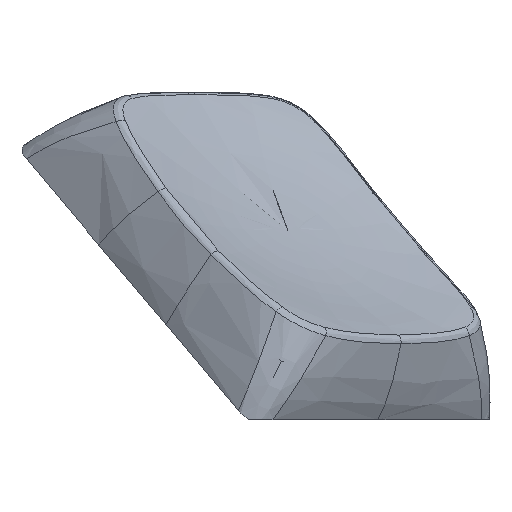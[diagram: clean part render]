
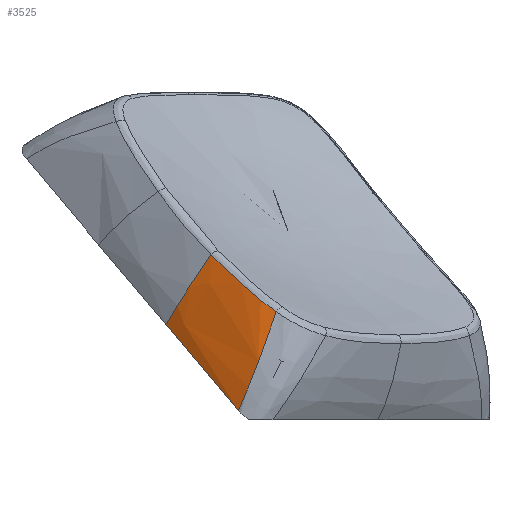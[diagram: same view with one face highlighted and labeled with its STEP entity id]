
A CAD part, left-side view. The second image highlights one B-rep face of the part: STEP entity #3525.
In plain terms, the highlighted free-form (B-spline) face has degree [3, 3] with [6, 10] control points.
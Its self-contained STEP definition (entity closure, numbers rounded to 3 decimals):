
#111=B_SPLINE_SURFACE_WITH_KNOTS('',3,3,((#10255,#10256,#10257,#10258,#10259,
#10260,#10261,#10262,#10263,#10264),(#10265,#10266,#10267,#10268,#10269,
#10270,#10271,#10272,#10273,#10274),(#10275,#10276,#10277,#10278,#10279,
#10280,#10281,#10282,#10283,#10284),(#10285,#10286,#10287,#10288,#10289,
#10290,#10291,#10292,#10293,#10294),(#10295,#10296,#10297,#10298,#10299,
#10300,#10301,#10302,#10303,#10304),(#10305,#10306,#10307,#10308,#10309,
#10310,#10311,#10312,#10313,#10314)),.UNSPECIFIED.,.F.,.F.,.F.,(4,1,1,4),
(4,1,1,1,1,1,1,4),(0.,0.571,0.857,1.),(0.078,
0.388,0.389,0.659,0.66,0.855,
0.857,1.),.UNSPECIFIED.);
#238=B_SPLINE_CURVE_WITH_KNOTS('',3,(#8879,#8880,#8881,#8882,#8883,#8884,
#8885),.UNSPECIFIED.,.F.,.F.,(4,1,1,1,4),(0.047,0.235,
0.398,0.517,0.604),.UNSPECIFIED.);
#261=B_SPLINE_CURVE_WITH_KNOTS('',3,(#9327,#9328,#9329,#9330,#9331,#9332),
 .UNSPECIFIED.,.F.,.F.,(4,1,1,4),(-3.609,-3.315,-3.242,
-3.095),.UNSPECIFIED.);
#281=B_SPLINE_CURVE_WITH_KNOTS('',3,(#9717,#9718,#9719,#9720,#9721,#9722,
#9723),.UNSPECIFIED.,.F.,.F.,(4,1,1,1,4),(0.09,0.207,
0.351,0.456,0.532),.UNSPECIFIED.);
#597=FACE_OUTER_BOUND('',#825,.T.);
#825=EDGE_LOOP('',(#3239,#3240,#3241,#3242));
#1150=LINE('',#8775,#1372);
#1372=VECTOR('',#4444,10.);
#1659=VERTEX_POINT('',#8772);
#1660=VERTEX_POINT('',#8774);
#1675=VERTEX_POINT('',#8871);
#1691=VERTEX_POINT('',#9320);
#2146=EDGE_CURVE('',#1659,#1660,#1150,.T.);
#2163=EDGE_CURVE('',#1675,#1659,#238,.T.);
#2186=EDGE_CURVE('',#1691,#1675,#261,.T.);
#2206=EDGE_CURVE('',#1691,#1660,#281,.T.);
#3239=ORIENTED_EDGE('',*,*,#2186,.F.);
#3240=ORIENTED_EDGE('',*,*,#2206,.T.);
#3241=ORIENTED_EDGE('',*,*,#2146,.F.);
#3242=ORIENTED_EDGE('',*,*,#2163,.F.);
#3525=ADVANCED_FACE('',(#597),#111,.T.);
#4444=DIRECTION('',(0.542,0.542,0.643));
#8772=CARTESIAN_POINT('',(-118.027,4.113,2.897));
#8774=CARTESIAN_POINT('',(-114.241,7.898,7.39));
#8775=CARTESIAN_POINT('',(-106.95,15.19,16.042));
#8871=CARTESIAN_POINT('',(-117.565,2.135,8.059));
#8879=CARTESIAN_POINT('Ctrl Pts',(-117.565,2.135,8.059));
#8880=CARTESIAN_POINT('Ctrl Pts',(-117.695,2.336,7.482));
#8881=CARTESIAN_POINT('Ctrl Pts',(-117.915,2.722,6.398));
#8882=CARTESIAN_POINT('Ctrl Pts',(-118.087,3.27,4.939));
#8883=CARTESIAN_POINT('Ctrl Pts',(-118.102,3.729,3.794));
#8884=CARTESIAN_POINT('Ctrl Pts',(-118.06,3.996,3.162));
#8885=CARTESIAN_POINT('Ctrl Pts',(-118.027,4.113,2.897));
#9320=CARTESIAN_POINT('',(-114.968,5.55,11.035));
#9327=CARTESIAN_POINT('Ctrl Pts',(-114.968,5.55,11.035));
#9328=CARTESIAN_POINT('Ctrl Pts',(-115.496,4.976,10.448));
#9329=CARTESIAN_POINT('Ctrl Pts',(-116.172,4.232,9.742));
#9330=CARTESIAN_POINT('Ctrl Pts',(-117.043,3.084,8.765));
#9331=CARTESIAN_POINT('Ctrl Pts',(-117.389,2.551,8.346));
#9332=CARTESIAN_POINT('Ctrl Pts',(-117.565,2.135,8.059));
#9717=CARTESIAN_POINT('Ctrl Pts',(-114.968,5.55,11.035));
#9718=CARTESIAN_POINT('Ctrl Pts',(-114.954,5.772,10.717));
#9719=CARTESIAN_POINT('Ctrl Pts',(-114.905,6.264,10.));
#9720=CARTESIAN_POINT('Ctrl Pts',(-114.754,6.931,8.99));
#9721=CARTESIAN_POINT('Ctrl Pts',(-114.51,7.488,8.091));
#9722=CARTESIAN_POINT('Ctrl Pts',(-114.33,7.781,7.596));
#9723=CARTESIAN_POINT('Ctrl Pts',(-114.241,7.898,7.39));
#10255=CARTESIAN_POINT('Ctrl Pts',(-117.565,2.135,8.059));
#10256=CARTESIAN_POINT('Ctrl Pts',(-117.695,2.336,7.482));
#10257=CARTESIAN_POINT('Ctrl Pts',(-117.812,2.543,6.903));
#10258=CARTESIAN_POINT('Ctrl Pts',(-117.984,2.941,5.815));
#10259=CARTESIAN_POINT('Ctrl Pts',(-118.044,3.133,5.304));
#10260=CARTESIAN_POINT('Ctrl Pts',(-118.094,3.474,4.43));
#10261=CARTESIAN_POINT('Ctrl Pts',(-118.099,3.622,4.06));
#10262=CARTESIAN_POINT('Ctrl Pts',(-118.078,3.884,3.428));
#10263=CARTESIAN_POINT('Ctrl Pts',(-118.06,3.997,3.159));
#10264=CARTESIAN_POINT('Ctrl Pts',(-118.027,4.113,2.897));
#10265=CARTESIAN_POINT('Ctrl Pts',(-117.397,2.486,8.365));
#10266=CARTESIAN_POINT('Ctrl Pts',(-117.523,2.677,7.782));
#10267=CARTESIAN_POINT('Ctrl Pts',(-117.636,2.871,7.197));
#10268=CARTESIAN_POINT('Ctrl Pts',(-117.799,3.243,6.097));
#10269=CARTESIAN_POINT('Ctrl Pts',(-117.856,3.421,5.579));
#10270=CARTESIAN_POINT('Ctrl Pts',(-117.901,3.736,4.694));
#10271=CARTESIAN_POINT('Ctrl Pts',(-117.903,3.871,4.319));
#10272=CARTESIAN_POINT('Ctrl Pts',(-117.878,4.109,3.677));
#10273=CARTESIAN_POINT('Ctrl Pts',(-117.859,4.211,3.404));
#10274=CARTESIAN_POINT('Ctrl Pts',(-117.825,4.315,3.137));
#10275=CARTESIAN_POINT('Ctrl Pts',(-116.858,3.269,9.201));
#10276=CARTESIAN_POINT('Ctrl Pts',(-116.928,3.462,8.714));
#10277=CARTESIAN_POINT('Ctrl Pts',(-116.965,3.699,8.227));
#10278=CARTESIAN_POINT('Ctrl Pts',(-116.973,4.181,7.297));
#10279=CARTESIAN_POINT('Ctrl Pts',(-116.951,4.423,6.853));
#10280=CARTESIAN_POINT('Ctrl Pts',(-116.865,4.84,6.068));
#10281=CARTESIAN_POINT('Ctrl Pts',(-116.814,5.017,5.728));
#10282=CARTESIAN_POINT('Ctrl Pts',(-116.704,5.313,5.129));
#10283=CARTESIAN_POINT('Ctrl Pts',(-116.65,5.437,4.869));
#10284=CARTESIAN_POINT('Ctrl Pts',(-116.586,5.554,4.607));
#10285=CARTESIAN_POINT('Ctrl Pts',(-115.589,4.625,10.746));
#10286=CARTESIAN_POINT('Ctrl Pts',(-115.604,4.876,10.31));
#10287=CARTESIAN_POINT('Ctrl Pts',(-115.603,5.153,9.859));
#10288=CARTESIAN_POINT('Ctrl Pts',(-115.548,5.694,8.99));
#10289=CARTESIAN_POINT('Ctrl Pts',(-115.501,5.956,8.572));
#10290=CARTESIAN_POINT('Ctrl Pts',(-115.367,6.403,7.842));
#10291=CARTESIAN_POINT('Ctrl Pts',(-115.294,6.591,7.528));
#10292=CARTESIAN_POINT('Ctrl Pts',(-115.139,6.906,6.983));
#10293=CARTESIAN_POINT('Ctrl Pts',(-115.064,7.039,6.749));
#10294=CARTESIAN_POINT('Ctrl Pts',(-114.976,7.164,6.518));
#10295=CARTESIAN_POINT('Ctrl Pts',(-115.109,5.133,11.293));
#10296=CARTESIAN_POINT('Ctrl Pts',(-115.105,5.43,10.849));
#10297=CARTESIAN_POINT('Ctrl Pts',(-115.088,5.732,10.397));
#10298=CARTESIAN_POINT('Ctrl Pts',(-115.011,6.295,9.539));
#10299=CARTESIAN_POINT('Ctrl Pts',(-114.956,6.558,9.132));
#10300=CARTESIAN_POINT('Ctrl Pts',(-114.811,6.996,8.431));
#10301=CARTESIAN_POINT('Ctrl Pts',(-114.734,7.179,8.133));
#10302=CARTESIAN_POINT('Ctrl Pts',(-114.575,7.483,7.622));
#10303=CARTESIAN_POINT('Ctrl Pts',(-114.498,7.611,7.405));
#10304=CARTESIAN_POINT('Ctrl Pts',(-114.408,7.731,7.191));
#10305=CARTESIAN_POINT('Ctrl Pts',(-114.981,5.271,11.433));
#10306=CARTESIAN_POINT('Ctrl Pts',(-114.97,5.587,10.983));
#10307=CARTESIAN_POINT('Ctrl Pts',(-114.947,5.901,10.531));
#10308=CARTESIAN_POINT('Ctrl Pts',(-114.857,6.475,9.681));
#10309=CARTESIAN_POINT('Ctrl Pts',(-114.797,6.739,9.28));
#10310=CARTESIAN_POINT('Ctrl Pts',(-114.646,7.176,8.594));
#10311=CARTESIAN_POINT('Ctrl Pts',(-114.568,7.356,8.304));
#10312=CARTESIAN_POINT('Ctrl Pts',(-114.407,7.656,7.807));
#10313=CARTESIAN_POINT('Ctrl Pts',(-114.33,7.781,7.596));
#10314=CARTESIAN_POINT('Ctrl Pts',(-114.241,7.898,7.39));
